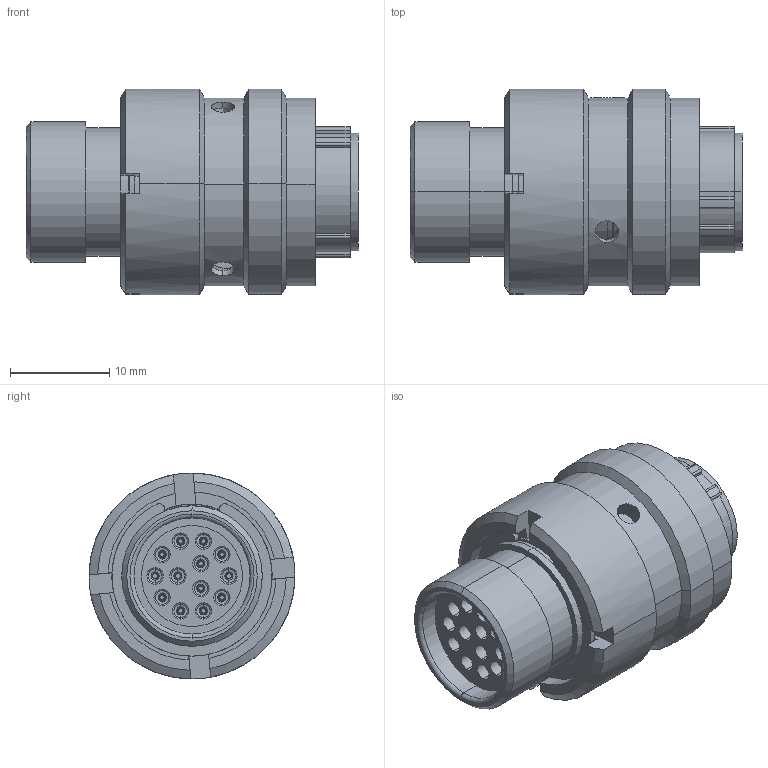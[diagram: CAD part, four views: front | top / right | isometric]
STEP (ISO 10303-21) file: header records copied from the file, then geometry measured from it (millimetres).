
FILE_DESCRIPTION (( 'STEP AP214' ), '1' );
FILE_NAME ('AS610-35SA.STEP', '2016-09-26T09:01:30', ( '' ), ( '' ), 'SwSTEP 2.0', 'SolidWorks 2014', '' );
FILE_SCHEMA (( 'AUTOMOTIVE_DESIGN' ));
Length unit declared in the file: millimetre
Products named in the file (1): AS610-35SA
Bounding box: 33.37 x 20.7 x 20.7 mm (x, y, z)
Volume: 5775 mm3; surface area: 10141.8 mm2
Topology: 1 solids, 4 shells, 1746 faces, 3869 edges, 2226 vertices
Faces by surface type: torus 574, cylinder 534, cone 332, plane 294, bspline 12
Entity records: 68728 total; most frequent: CARTESIAN_POINT 10436, DIRECTION 9518, ORIENTED_EDGE 7686, AXIS2_PLACEMENT_3D 4183, EDGE_CURVE 3843, CIRCLE 2448, VERTEX_POINT 2226, EDGE_LOOP 1907
